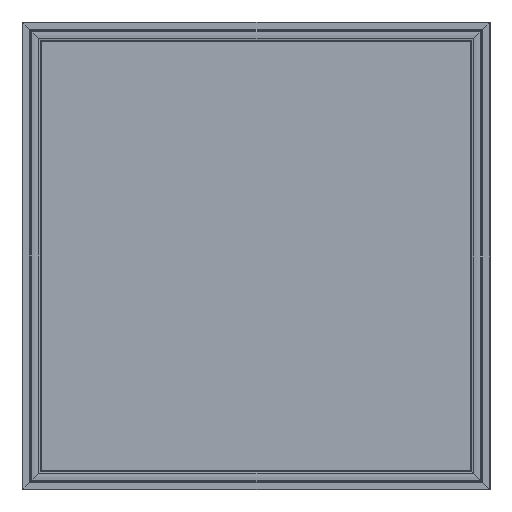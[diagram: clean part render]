
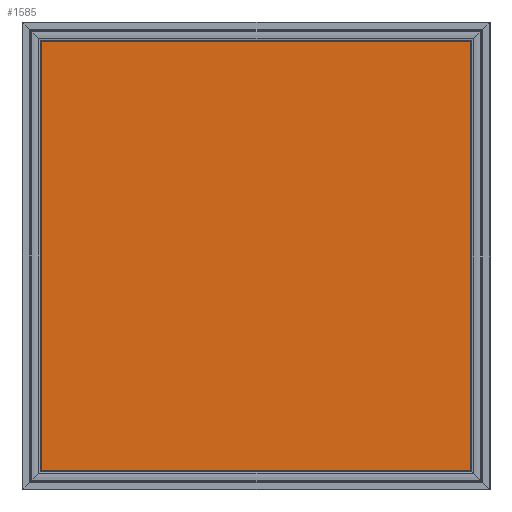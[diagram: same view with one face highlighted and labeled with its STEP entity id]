
A CAD part, front view. The second image highlights one B-rep face of the part: STEP entity #1585.
In plain terms, the highlighted planar face has unit normal (0, -1, 0).
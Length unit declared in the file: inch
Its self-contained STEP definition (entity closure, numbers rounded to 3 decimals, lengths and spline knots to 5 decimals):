
#1585 = ADVANCED_FACE ( 'NONE', ( #5814 ), #26185, .F. ) ;
#2663 = CARTESIAN_POINT ( 'NONE',  ( -11.375, 0., 11.375 ) ) ;
#5814 = FACE_OUTER_BOUND ( 'NONE', #21798, .T. ) ;
#11285 = VERTEX_POINT ( 'NONE', #21052 ) ;
#11410 = VERTEX_POINT ( 'NONE', #20927 ) ;
#11415 = VERTEX_POINT ( 'NONE', #20922 ) ;
#12116 = VERTEX_POINT ( 'NONE', #2663 ) ;
#12600 = VECTOR ( 'NONE', #18100, 39.37008 ) ;
#12608 = LINE ( 'NONE', #18099, #12600 ) ;
#12613 = VECTOR ( 'NONE', #18095, 39.37008 ) ;
#12620 = LINE ( 'NONE', #18094, #12613 ) ;
#12626 = VECTOR ( 'NONE', #18090, 39.37008 ) ;
#12632 = LINE ( 'NONE', #18089, #12626 ) ;
#12636 = VECTOR ( 'NONE', #18084, 39.37008 ) ;
#12650 = LINE ( 'NONE', #18079, #12636 ) ;
#15378 = ORIENTED_EDGE ( 'NONE', *, *, #23019, .F. ) ;
#15379 = ORIENTED_EDGE ( 'NONE', *, *, #23028, .F. ) ;
#15380 = ORIENTED_EDGE ( 'NONE', *, *, #23025, .F. ) ;
#15381 = ORIENTED_EDGE ( 'NONE', *, *, #23022, .F. ) ;
#18079 = CARTESIAN_POINT ( 'NONE',  ( -11.375, 0., 11.375 ) ) ;
#18084 = DIRECTION ( 'NONE',  ( 0., 0., 1. ) ) ;
#18089 = CARTESIAN_POINT ( 'NONE',  ( 11.375, 0., 11.375 ) ) ;
#18090 = DIRECTION ( 'NONE',  ( 1., 0., 0. ) ) ;
#18094 = CARTESIAN_POINT ( 'NONE',  ( 11.375, 0., 11.375 ) ) ;
#18095 = DIRECTION ( 'NONE',  ( 0., 0., -1. ) ) ;
#18099 = CARTESIAN_POINT ( 'NONE',  ( 11.375, 0., -11.375 ) ) ;
#18100 = DIRECTION ( 'NONE',  ( -1., 0., 0. ) ) ;
#20155 = AXIS2_PLACEMENT_3D ( 'NONE', #26208, #26182, #26180 ) ;
#20922 = CARTESIAN_POINT ( 'NONE',  ( -11.375, 0., -11.375 ) ) ;
#20927 = CARTESIAN_POINT ( 'NONE',  ( 11.375, 0., 11.375 ) ) ;
#21052 = CARTESIAN_POINT ( 'NONE',  ( 11.375, 0., -11.375 ) ) ;
#21798 = EDGE_LOOP ( 'NONE', ( #15378, #15379, #15380, #15381 ) ) ;
#23019 = EDGE_CURVE ( 'NONE', #11415, #12116, #12650, .T. ) ;
#23022 = EDGE_CURVE ( 'NONE', #12116, #11410, #12632, .T. ) ;
#23025 = EDGE_CURVE ( 'NONE', #11410, #11285, #12620, .T. ) ;
#23028 = EDGE_CURVE ( 'NONE', #11285, #11415, #12608, .T. ) ;
#26180 = DIRECTION ( 'NONE',  ( 0., 0., 1. ) ) ;
#26182 = DIRECTION ( 'NONE',  ( 0., 1., 0. ) ) ;
#26185 = PLANE ( 'NONE',  #20155 ) ;
#26208 = CARTESIAN_POINT ( 'NONE',  ( 0., 0., 0. ) ) ;
